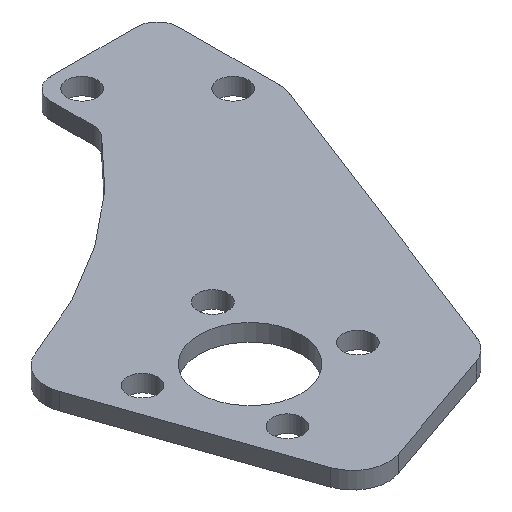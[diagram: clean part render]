
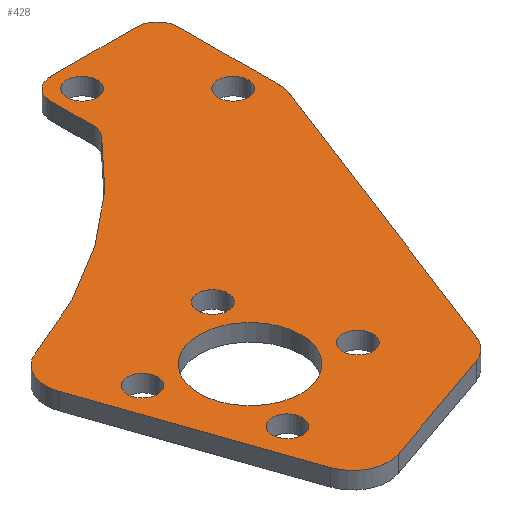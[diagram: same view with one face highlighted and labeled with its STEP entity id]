
A CAD part, isometric view. The second image highlights one B-rep face of the part: STEP entity #428.
In plain terms, the highlighted planar face has unit normal (0, 0, 1).
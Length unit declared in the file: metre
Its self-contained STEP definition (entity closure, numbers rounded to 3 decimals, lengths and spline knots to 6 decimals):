
#12=CIRCLE('',#457,0.002125);
#14=CIRCLE('',#460,0.002125);
#16=CIRCLE('',#463,0.002125);
#18=CIRCLE('',#466,0.00715);
#20=CIRCLE('',#469,0.002125);
#22=CIRCLE('',#472,0.002125);
#24=CIRCLE('',#476,0.002125);
#26=CIRCLE('',#479,0.003);
#27=CIRCLE('',#480,0.003);
#28=CIRCLE('',#481,0.07);
#29=CIRCLE('',#482,0.005);
#30=CIRCLE('',#483,0.005);
#31=CIRCLE('',#484,0.005);
#32=CIRCLE('',#485,0.005);
#33=CIRCLE('',#486,0.003);
#95=ORIENTED_EDGE('',*,*,#187,.T.);
#96=ORIENTED_EDGE('',*,*,#207,.T.);
#97=ORIENTED_EDGE('',*,*,#203,.T.);
#98=ORIENTED_EDGE('',*,*,#208,.T.);
#99=ORIENTED_EDGE('',*,*,#209,.T.);
#100=ORIENTED_EDGE('',*,*,#210,.T.);
#101=ORIENTED_EDGE('',*,*,#169,.F.);
#102=ORIENTED_EDGE('',*,*,#211,.T.);
#103=ORIENTED_EDGE('',*,*,#175,.F.);
#104=ORIENTED_EDGE('',*,*,#212,.T.);
#105=ORIENTED_EDGE('',*,*,#179,.T.);
#106=ORIENTED_EDGE('',*,*,#213,.T.);
#107=ORIENTED_EDGE('',*,*,#183,.F.);
#108=ORIENTED_EDGE('',*,*,#214,.T.);
#109=ORIENTED_EDGE('',*,*,#199,.F.);
#110=ORIENTED_EDGE('',*,*,#197,.F.);
#111=ORIENTED_EDGE('',*,*,#195,.F.);
#112=ORIENTED_EDGE('',*,*,#193,.F.);
#113=ORIENTED_EDGE('',*,*,#191,.F.);
#114=ORIENTED_EDGE('',*,*,#189,.F.);
#115=ORIENTED_EDGE('',*,*,#205,.F.);
#169=EDGE_CURVE('',#225,#226,#267,.T.);
#175=EDGE_CURVE('',#231,#232,#273,.T.);
#179=EDGE_CURVE('',#236,#235,#277,.T.);
#183=EDGE_CURVE('',#239,#240,#281,.T.);
#187=EDGE_CURVE('',#244,#243,#285,.T.);
#189=EDGE_CURVE('',#245,#245,#12,.T.);
#191=EDGE_CURVE('',#247,#247,#14,.T.);
#193=EDGE_CURVE('',#249,#249,#16,.T.);
#195=EDGE_CURVE('',#251,#251,#18,.T.);
#197=EDGE_CURVE('',#253,#253,#20,.T.);
#199=EDGE_CURVE('',#255,#255,#22,.T.);
#203=EDGE_CURVE('',#260,#259,#289,.T.);
#205=EDGE_CURVE('',#261,#261,#24,.T.);
#207=EDGE_CURVE('',#243,#260,#26,.T.);
#208=EDGE_CURVE('',#259,#263,#27,.F.);
#209=EDGE_CURVE('',#263,#264,#28,.F.);
#210=EDGE_CURVE('',#264,#226,#29,.T.);
#211=EDGE_CURVE('',#225,#232,#30,.T.);
#212=EDGE_CURVE('',#231,#236,#31,.T.);
#213=EDGE_CURVE('',#235,#240,#32,.T.);
#214=EDGE_CURVE('',#239,#244,#33,.T.);
#225=VERTEX_POINT('',#641);
#226=VERTEX_POINT('',#642);
#231=VERTEX_POINT('',#653);
#232=VERTEX_POINT('',#655);
#235=VERTEX_POINT('',#662);
#236=VERTEX_POINT('',#664);
#239=VERTEX_POINT('',#671);
#240=VERTEX_POINT('',#673);
#243=VERTEX_POINT('',#680);
#244=VERTEX_POINT('',#682);
#245=VERTEX_POINT('',#686);
#247=VERTEX_POINT('',#691);
#249=VERTEX_POINT('',#696);
#251=VERTEX_POINT('',#701);
#253=VERTEX_POINT('',#706);
#255=VERTEX_POINT('',#711);
#259=VERTEX_POINT('',#719);
#260=VERTEX_POINT('',#721);
#261=VERTEX_POINT('',#725);
#263=VERTEX_POINT('',#731);
#264=VERTEX_POINT('',#733);
#267=LINE('',#640,#293);
#273=LINE('',#654,#299);
#277=LINE('',#663,#303);
#281=LINE('',#672,#307);
#285=LINE('',#681,#311);
#289=LINE('',#720,#315);
#293=VECTOR('',#508,1.);
#299=VECTOR('',#516,1.);
#303=VECTOR('',#522,1.);
#307=VECTOR('',#528,1.);
#311=VECTOR('',#534,1.);
#315=VECTOR('',#576,1.);
#339=EDGE_LOOP('',(#95,#96,#97,#98,#99,#100,#101,#102,#103,#104,#105,#106,
#107,#108));
#340=EDGE_LOOP('',(#109));
#341=EDGE_LOOP('',(#110));
#342=EDGE_LOOP('',(#111));
#343=EDGE_LOOP('',(#112));
#344=EDGE_LOOP('',(#113));
#345=EDGE_LOOP('',(#114));
#346=EDGE_LOOP('',(#115));
#383=FACE_BOUND('',#339,.T.);
#384=FACE_BOUND('',#340,.T.);
#385=FACE_BOUND('',#341,.T.);
#386=FACE_BOUND('',#342,.T.);
#387=FACE_BOUND('',#343,.T.);
#388=FACE_BOUND('',#344,.T.);
#389=FACE_BOUND('',#345,.T.);
#390=FACE_BOUND('',#346,.T.);
#413=PLANE('',#478);
#428=ADVANCED_FACE('',(#383,#384,#385,#386,#387,#388,#389,#390),#413,.T.);
#457=AXIS2_PLACEMENT_3D('',#685,#538,#539);
#460=AXIS2_PLACEMENT_3D('',#690,#544,#545);
#463=AXIS2_PLACEMENT_3D('',#695,#550,#551);
#466=AXIS2_PLACEMENT_3D('',#700,#556,#557);
#469=AXIS2_PLACEMENT_3D('',#705,#562,#563);
#472=AXIS2_PLACEMENT_3D('',#710,#568,#569);
#476=AXIS2_PLACEMENT_3D('',#724,#580,#581);
#478=AXIS2_PLACEMENT_3D('',#728,#584,#585);
#479=AXIS2_PLACEMENT_3D('',#729,#586,#587);
#480=AXIS2_PLACEMENT_3D('',#730,#588,#589);
#481=AXIS2_PLACEMENT_3D('',#732,#590,#591);
#482=AXIS2_PLACEMENT_3D('',#734,#592,#593);
#483=AXIS2_PLACEMENT_3D('',#735,#594,#595);
#484=AXIS2_PLACEMENT_3D('',#736,#596,#597);
#485=AXIS2_PLACEMENT_3D('',#737,#598,#599);
#486=AXIS2_PLACEMENT_3D('',#738,#600,#601);
#508=DIRECTION('',(-0.327,0.945,0.));
#516=DIRECTION('',(-0.945,-0.327,0.));
#522=DIRECTION('',(0.359,0.933,0.));
#528=DIRECTION('',(0.,-1.,0.));
#534=DIRECTION('',(-1.,0.,0.));
#538=DIRECTION('',(0.,0.,1.));
#539=DIRECTION('',(1.,0.,0.));
#544=DIRECTION('',(0.,0.,1.));
#545=DIRECTION('',(1.,0.,0.));
#550=DIRECTION('',(0.,0.,1.));
#551=DIRECTION('',(1.,0.,0.));
#556=DIRECTION('',(0.,0.,1.));
#557=DIRECTION('',(1.,0.,0.));
#562=DIRECTION('',(0.,0.,1.));
#563=DIRECTION('',(1.,0.,0.));
#568=DIRECTION('',(0.,0.,1.));
#569=DIRECTION('',(1.,0.,0.));
#576=DIRECTION('',(0.,-1.,0.));
#580=DIRECTION('',(0.,0.,1.));
#581=DIRECTION('',(1.,0.,0.));
#584=DIRECTION('',(0.,0.,1.));
#585=DIRECTION('',(1.,0.,0.));
#586=DIRECTION('',(0.,0.,1.));
#587=DIRECTION('',(1.,0.,0.));
#588=DIRECTION('',(0.,0.,1.));
#589=DIRECTION('',(1.,0.,0.));
#590=DIRECTION('',(0.,0.,1.));
#591=DIRECTION('',(1.,0.,0.));
#592=DIRECTION('',(0.,0.,1.));
#593=DIRECTION('',(1.,0.,0.));
#594=DIRECTION('',(0.,0.,1.));
#595=DIRECTION('',(1.,0.,0.));
#596=DIRECTION('',(0.,0.,1.));
#597=DIRECTION('',(1.,0.,0.));
#598=DIRECTION('',(0.,0.,1.));
#599=DIRECTION('',(1.,0.,0.));
#600=DIRECTION('',(0.,0.,1.));
#601=DIRECTION('',(1.,0.,0.));
#640=CARTESIAN_POINT('',(-0.038812,-0.044089,0.002381));
#641=CARTESIAN_POINT('',(-0.033906,-0.058264,0.002381));
#642=CARTESIAN_POINT('',(-0.043719,-0.029914,0.002381));
#653=CARTESIAN_POINT('',(-0.010841,-0.055571,0.002381));
#654=CARTESIAN_POINT('',(-0.020458,-0.0589,0.002381));
#655=CARTESIAN_POINT('',(-0.027545,-0.061353,0.002381));
#662=CARTESIAN_POINT('',(0.008666,-0.009868,0.002381));
#663=CARTESIAN_POINT('',(0.000177,-0.031905,0.002381));
#664=CARTESIAN_POINT('',(-0.007811,-0.052643,0.002381));
#671=CARTESIAN_POINT('',(0.009,0.006,0.002381));
#672=CARTESIAN_POINT('',(0.009,0.,0.002381));
#673=CARTESIAN_POINT('',(0.009,-0.00807,0.002381));
#680=CARTESIAN_POINT('',(-0.006,0.009,0.002381));
#681=CARTESIAN_POINT('',(0.,0.009,0.002381));
#682=CARTESIAN_POINT('',(0.006,0.009,0.002381));
#685=CARTESIAN_POINT('',(-0.037177,-0.035057,0.002381));
#686=CARTESIAN_POINT('',(-0.035052,-0.035057,0.002381));
#690=CARTESIAN_POINT('',(-0.016823,-0.044943,0.002381));
#691=CARTESIAN_POINT('',(-0.014698,-0.044943,0.002381));
#695=CARTESIAN_POINT('',(-0.031943,-0.050177,0.002381));
#696=CARTESIAN_POINT('',(-0.029818,-0.050177,0.002381));
#700=CARTESIAN_POINT('',(-0.027,-0.04,0.002381));
#701=CARTESIAN_POINT('',(-0.01985,-0.04,0.002381));
#705=CARTESIAN_POINT('',(-0.005303,0.005303,0.002381));
#706=CARTESIAN_POINT('',(-0.003178,0.005303,0.002381));
#710=CARTESIAN_POINT('',(0.005303,-0.005303,0.002381));
#711=CARTESIAN_POINT('',(0.007428,-0.005303,0.002381));
#719=CARTESIAN_POINT('',(-0.009,0.000047,0.002381));
#720=CARTESIAN_POINT('',(-0.009,0.004,0.002381));
#721=CARTESIAN_POINT('',(-0.009,0.006,0.002381));
#724=CARTESIAN_POINT('',(-0.022057,-0.029823,0.002381));
#725=CARTESIAN_POINT('',(-0.019932,-0.029823,0.002381));
#728=CARTESIAN_POINT('',(-0.018177,-0.026994,0.002381));
#729=CARTESIAN_POINT('',(-0.006,0.006,0.002381));
#730=CARTESIAN_POINT('',(-0.012,0.000047,0.002381));
#731=CARTESIAN_POINT('',(-0.009555,-0.001691,0.002381));
#732=CARTESIAN_POINT('',(-0.063859,0.04248,0.002381));
#733=CARTESIAN_POINT('',(-0.040652,-0.023561,0.002381));
#734=CARTESIAN_POINT('',(-0.038994,-0.028278,0.002381));
#735=CARTESIAN_POINT('',(-0.029181,-0.056628,0.002381));
#736=CARTESIAN_POINT('',(-0.012476,-0.050846,0.002381));
#737=CARTESIAN_POINT('',(0.004,-0.00807,0.002381));
#738=CARTESIAN_POINT('',(0.006,0.006,0.002381));
